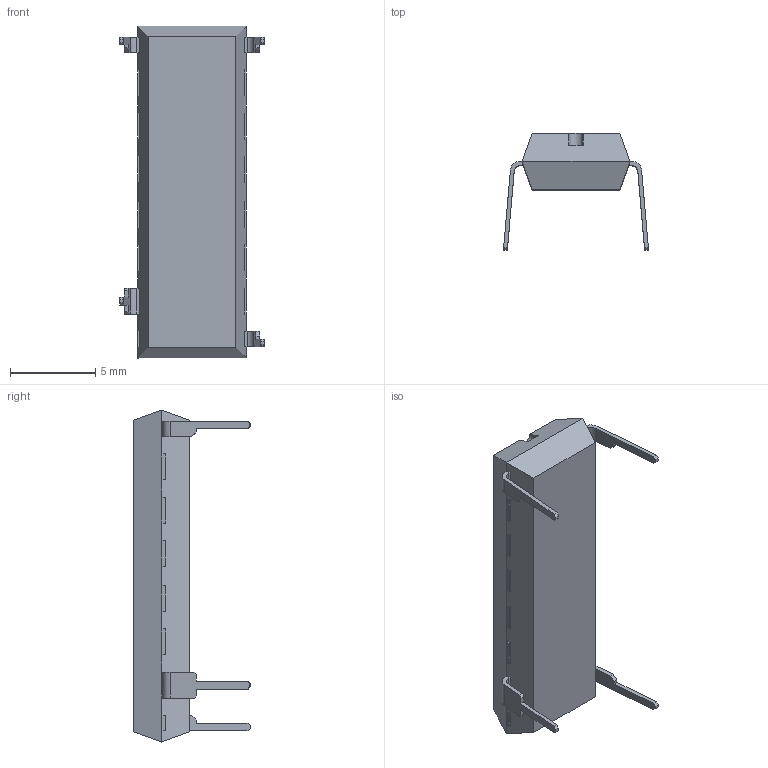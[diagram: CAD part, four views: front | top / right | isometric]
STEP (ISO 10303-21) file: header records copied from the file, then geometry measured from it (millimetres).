
FILE_DESCRIPTION(/* description */ ('STEP AP203'),/* implementation_level */ '2;1');
FILE_NAME(/* name */ 'DIP16-4.stp',/* time_stamp */ '2018-02-21T13:40:01-06:00',/* author */ ('brutu'),/* organization */ (''),/* preprocessor_version */ 'ST-DEVELOPER v16.13',/* originating_system */ 'Autodesk Inventor 2018',/* authorisation */ '');
FILE_SCHEMA (('AUTOMOTIVE_DESIGN { 1 0 10303 214 3 1 1 }'));
Length unit declared in the file: millimetre
Products named in the file (1): DIP18N
Bounding box: 8.53 x 6.85 x 19.5 mm (x, y, z)
Volume: 362.4 mm3; surface area: 405.1 mm2
Topology: 1 solids, 1 shells, 123 faces, 324 edges, 204 vertices
Faces by surface type: plane 113, cylinder 10
Full cylindrical faces by diameter (mm): 0.9 x1
Entity records: 3790 total; most frequent: CARTESIAN_POINT 651, ORIENTED_EDGE 646, DIRECTION 591, EDGE_CURVE 323, LINE 303, VECTOR 303, VERTEX_POINT 204, AXIS2_PLACEMENT_3D 144
